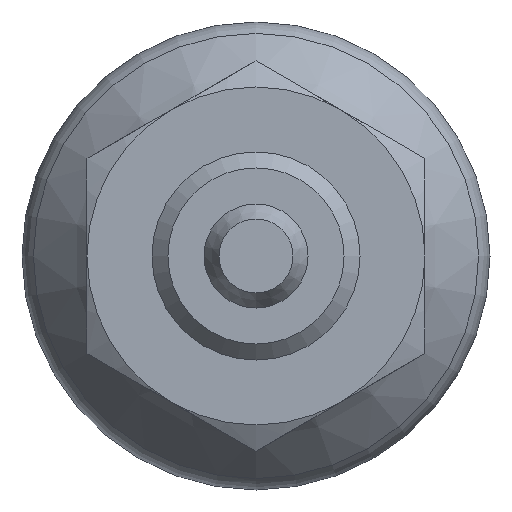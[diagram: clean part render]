
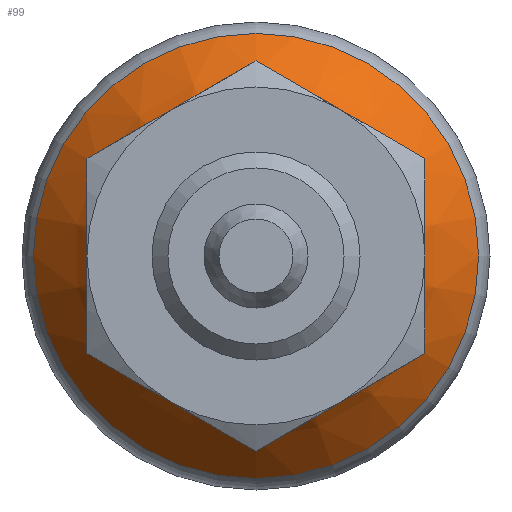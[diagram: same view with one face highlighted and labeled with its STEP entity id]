
A CAD part, front view. The second image highlights one B-rep face of the part: STEP entity #99.
In plain terms, the highlighted conical face has half-angle 38.66 degrees and reference radius 8.562 mm.
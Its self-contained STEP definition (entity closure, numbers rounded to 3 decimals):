
#99 = ADVANCED_FACE( '', ( #230, #231 ), #232, .T. );
#230 = FACE_BOUND( '', #396, .T. );
#231 = FACE_OUTER_BOUND( '', #397, .T. );
#232 = CONICAL_SURFACE( '', #398, 8.562, 0.675 );
#396 = EDGE_LOOP( '', ( #617 ) );
#397 = EDGE_LOOP( '', ( #618 ) );
#398 = AXIS2_PLACEMENT_3D( '', #619, #620, #621 );
#617 = ORIENTED_EDGE( '', *, *, #929, .F. );
#618 = ORIENTED_EDGE( '', *, *, #930, .T. );
#619 = CARTESIAN_POINT( '', ( 0., 12.952, 0. ) );
#620 = DIRECTION( '', ( 0., 1., 0. ) );
#621 = DIRECTION( '', ( 0., 0., 1. ) );
#929 = EDGE_CURVE( '', #1099, #1099, #1100, .T. );
#930 = EDGE_CURVE( '', #1101, #1101, #1102, .T. );
#1099 = VERTEX_POINT( '', #1358 );
#1100 = CIRCLE( '', #1359, 5.438 );
#1101 = VERTEX_POINT( '', #1360 );
#1102 = CIRCLE( '', #1361, 8.562 );
#1358 = CARTESIAN_POINT( '', ( 0., 9.048, -5.438 ) );
#1359 = AXIS2_PLACEMENT_3D( '', #1647, #1648, #1649 );
#1360 = CARTESIAN_POINT( '', ( 0., 12.952, -8.562 ) );
#1361 = AXIS2_PLACEMENT_3D( '', #1650, #1651, #1652 );
#1647 = CARTESIAN_POINT( '', ( 0., 9.048, 0. ) );
#1648 = DIRECTION( '', ( 0., -1., 0. ) );
#1649 = DIRECTION( '', ( 0., 0., -1. ) );
#1650 = CARTESIAN_POINT( '', ( 0., 12.952, 0. ) );
#1651 = DIRECTION( '', ( 0., -1., 0. ) );
#1652 = DIRECTION( '', ( 0., 0., -1. ) );
